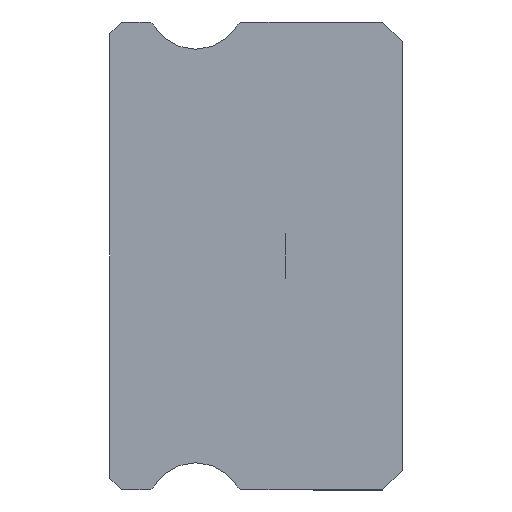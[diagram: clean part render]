
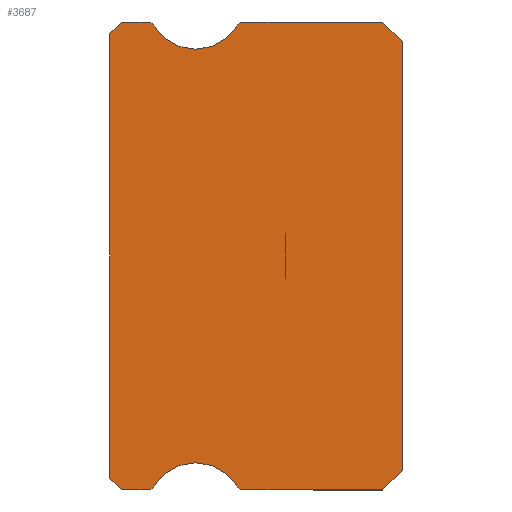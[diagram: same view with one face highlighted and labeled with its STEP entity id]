
A CAD part, left-side view. The second image highlights one B-rep face of the part: STEP entity #3687.
In plain terms, the highlighted planar face has unit normal (-1, 0, 0).
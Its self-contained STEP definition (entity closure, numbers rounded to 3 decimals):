
#46 = VECTOR ( 'NONE', #3276, 1000. ) ;
#211 = LINE ( 'NONE', #2029, #7202 ) ;
#301 = CARTESIAN_POINT ( 'NONE',  ( -7.5, 4.088, -5.85 ) ) ;
#311 = CARTESIAN_POINT ( 'NONE',  ( -7.5, 6.512, 5.85 ) ) ;
#351 = ORIENTED_EDGE ( 'NONE', *, *, #7132, .F. ) ;
#410 = DIRECTION ( 'NONE',  ( 0., 0., 1. ) ) ;
#440 = ORIENTED_EDGE ( 'NONE', *, *, #4622, .T. ) ;
#450 = AXIS2_PLACEMENT_3D ( 'NONE', #3754, #3706, #2450 ) ;
#478 = CIRCLE ( 'NONE', #5365, 0.15 ) ;
#494 = ORIENTED_EDGE ( 'NONE', *, *, #5435, .F. ) ;
#500 = CIRCLE ( 'NONE', #2131, 1.25 ) ;
#528 = CARTESIAN_POINT ( 'NONE',  ( -7.5, 7.5, 5.7 ) ) ;
#701 = VERTEX_POINT ( 'NONE', #2903 ) ;
#826 = CARTESIAN_POINT ( 'NONE',  ( -7.5, 0., -5.5 ) ) ;
#877 = CARTESIAN_POINT ( 'NONE',  ( -7.5, 4.217, -5.925 ) ) ;
#913 = DIRECTION ( 'NONE',  ( 0., 0.707, -0.707 ) ) ;
#1009 = EDGE_CURVE ( 'NONE', #701, #3649, #211, .T. ) ;
#1018 = VERTEX_POINT ( 'NONE', #6899 ) ;
#1023 = CARTESIAN_POINT ( 'NONE',  ( -7.5, 0., 5.5 ) ) ;
#1059 = DIRECTION ( 'NONE',  ( 0., -1., 0. ) ) ;
#1075 = CARTESIAN_POINT ( 'NONE',  ( -7.5, 4.088, 5.85 ) ) ;
#1291 = CARTESIAN_POINT ( 'NONE',  ( -7.5, 4.217, 5.925 ) ) ;
#1305 = DIRECTION ( 'NONE',  ( 0., 0., -1. ) ) ;
#1423 = AXIS2_PLACEMENT_3D ( 'NONE', #1075, #1705, #7693 ) ;
#1470 = DIRECTION ( 'NONE',  ( -1., 0., 0. ) ) ;
#1528 = VERTEX_POINT ( 'NONE', #5687 ) ;
#1656 = LINE ( 'NONE', #4035, #3808 ) ;
#1705 = DIRECTION ( 'NONE',  ( 1., 0., 0. ) ) ;
#1720 = VERTEX_POINT ( 'NONE', #4274 ) ;
#1786 = CARTESIAN_POINT ( 'NONE',  ( -7.5, 4.088, -6. ) ) ;
#1802 = CARTESIAN_POINT ( 'NONE',  ( -7.5, 0.5, -6. ) ) ;
#1807 = DIRECTION ( 'NONE',  ( -1., 0., 0. ) ) ;
#1881 = EDGE_CURVE ( 'NONE', #2086, #4590, #6675, .T. ) ;
#2029 = CARTESIAN_POINT ( 'NONE',  ( -7.5, 0.5, 6. ) ) ;
#2086 = VERTEX_POINT ( 'NONE', #1291 ) ;
#2128 = CARTESIAN_POINT ( 'NONE',  ( -7.5, 6.512, -5.85 ) ) ;
#2131 = AXIS2_PLACEMENT_3D ( 'NONE', #3680, #1807, #4193 ) ;
#2216 = VERTEX_POINT ( 'NONE', #877 ) ;
#2262 = EDGE_CURVE ( 'NONE', #3091, #6697, #1656, .T. ) ;
#2294 = LINE ( 'NONE', #4687, #2347 ) ;
#2347 = VECTOR ( 'NONE', #6603, 1000. ) ;
#2398 = CARTESIAN_POINT ( 'NONE',  ( -7.5, 6.512, -6. ) ) ;
#2429 = DIRECTION ( 'NONE',  ( 0., 1., 0. ) ) ;
#2450 = DIRECTION ( 'NONE',  ( 0., 0., -1. ) ) ;
#2479 = ORIENTED_EDGE ( 'NONE', *, *, #3882, .F. ) ;
#2557 = ORIENTED_EDGE ( 'NONE', *, *, #5584, .T. ) ;
#2558 = EDGE_CURVE ( 'NONE', #4981, #2683, #4562, .T. ) ;
#2603 = DIRECTION ( 'NONE',  ( 0., 0., -1. ) ) ;
#2619 = DIRECTION ( 'NONE',  ( 0., -0.707, -0.707 ) ) ;
#2683 = VERTEX_POINT ( 'NONE', #528 ) ;
#2729 = AXIS2_PLACEMENT_3D ( 'NONE', #301, #4514, #6910 ) ;
#2847 = EDGE_CURVE ( 'NONE', #1528, #3126, #7266, .T. ) ;
#2852 = CARTESIAN_POINT ( 'NONE',  ( -7.5, 7.2, 6. ) ) ;
#2877 = LINE ( 'NONE', #2398, #6257 ) ;
#2903 = CARTESIAN_POINT ( 'NONE',  ( -7.5, 0.5, 6. ) ) ;
#2954 = CARTESIAN_POINT ( 'NONE',  ( -7.5, 4.088, 6. ) ) ;
#2968 = ORIENTED_EDGE ( 'NONE', *, *, #2847, .F. ) ;
#2969 = VECTOR ( 'NONE', #913, 1000. ) ;
#3091 = VERTEX_POINT ( 'NONE', #7759 ) ;
#3095 = CIRCLE ( 'NONE', #2729, 0.15 ) ;
#3126 = VERTEX_POINT ( 'NONE', #1802 ) ;
#3221 = ORIENTED_EDGE ( 'NONE', *, *, #3712, .T. ) ;
#3228 = DIRECTION ( 'NONE',  ( 0., 0., -1. ) ) ;
#3271 = PLANE ( 'NONE',  #5118 ) ;
#3276 = DIRECTION ( 'NONE',  ( 0., 0., 1. ) ) ;
#3459 = DIRECTION ( 'NONE',  ( 0., -1., 0. ) ) ;
#3513 = VERTEX_POINT ( 'NONE', #5833 ) ;
#3592 = EDGE_CURVE ( 'NONE', #6179, #1018, #478, .T. ) ;
#3649 = VERTEX_POINT ( 'NONE', #5627 ) ;
#3680 = CARTESIAN_POINT ( 'NONE',  ( -7.5, 5.3, 6.55 ) ) ;
#3687 = ADVANCED_FACE ( 'NONE', ( #6168 ), #3271, .F. ) ;
#3706 = DIRECTION ( 'NONE',  ( -1., 0., 0. ) ) ;
#3712 = EDGE_CURVE ( 'NONE', #4981, #3091, #4439, .T. ) ;
#3754 = CARTESIAN_POINT ( 'NONE',  ( -7.5, 5.3, 6.55 ) ) ;
#3808 = VECTOR ( 'NONE', #1059, 1000. ) ;
#3882 = EDGE_CURVE ( 'NONE', #3126, #4989, #2877, .T. ) ;
#3914 = LINE ( 'NONE', #1023, #7389 ) ;
#3916 = ORIENTED_EDGE ( 'NONE', *, *, #1009, .F. ) ;
#4035 = CARTESIAN_POINT ( 'NONE',  ( -7.5, 6.512, -6. ) ) ;
#4047 = DIRECTION ( 'NONE',  ( 1., 0., 0. ) ) ;
#4095 = CIRCLE ( 'NONE', #6091, 1.25 ) ;
#4193 = DIRECTION ( 'NONE',  ( 0., 0., -1. ) ) ;
#4258 = EDGE_CURVE ( 'NONE', #3513, #2086, #6707, .T. ) ;
#4274 = CARTESIAN_POINT ( 'NONE',  ( -7.5, 6.383, -5.925 ) ) ;
#4366 = DIRECTION ( 'NONE',  ( 1., 0., 0. ) ) ;
#4396 = ORIENTED_EDGE ( 'NONE', *, *, #3592, .F. ) ;
#4439 = LINE ( 'NONE', #5701, #5248 ) ;
#4444 = CARTESIAN_POINT ( 'NONE',  ( -7.5, 6.512, -6. ) ) ;
#4508 = LINE ( 'NONE', #7575, #5995 ) ;
#4514 = DIRECTION ( 'NONE',  ( 1., 0., 0. ) ) ;
#4562 = LINE ( 'NONE', #5787, #46 ) ;
#4584 = ORIENTED_EDGE ( 'NONE', *, *, #5294, .T. ) ;
#4590 = VERTEX_POINT ( 'NONE', #2954 ) ;
#4622 = EDGE_CURVE ( 'NONE', #5293, #2683, #2294, .T. ) ;
#4687 = CARTESIAN_POINT ( 'NONE',  ( -7.5, 7.5, 5.7 ) ) ;
#4712 = ORIENTED_EDGE ( 'NONE', *, *, #6156, .F. ) ;
#4981 = VERTEX_POINT ( 'NONE', #7155 ) ;
#4989 = VERTEX_POINT ( 'NONE', #1786 ) ;
#5096 = VECTOR ( 'NONE', #3459, 1000. ) ;
#5118 = AXIS2_PLACEMENT_3D ( 'NONE', #311, #7478, #3228 ) ;
#5248 = VECTOR ( 'NONE', #7555, 1000. ) ;
#5266 = LINE ( 'NONE', #6436, #5096 ) ;
#5293 = VERTEX_POINT ( 'NONE', #2852 ) ;
#5294 = EDGE_CURVE ( 'NONE', #1528, #3649, #3914, .T. ) ;
#5342 = AXIS2_PLACEMENT_3D ( 'NONE', #2128, #4047, #7033 ) ;
#5365 = AXIS2_PLACEMENT_3D ( 'NONE', #5456, #4366, #1305 ) ;
#5371 = CARTESIAN_POINT ( 'NONE',  ( -7.5, 6.512, 6. ) ) ;
#5435 = EDGE_CURVE ( 'NONE', #4989, #2216, #3095, .T. ) ;
#5456 = CARTESIAN_POINT ( 'NONE',  ( -7.5, 6.512, 5.85 ) ) ;
#5584 = EDGE_CURVE ( 'NONE', #6179, #5293, #4508, .T. ) ;
#5596 = EDGE_LOOP ( 'NONE', ( #440, #7177, #3221, #7651, #7764, #351, #494, #2479, #2968, #4584, #3916, #7350, #7607, #7756, #4712, #4396, #2557 ) ) ;
#5627 = CARTESIAN_POINT ( 'NONE',  ( -7.5, 0., 5.5 ) ) ;
#5687 = CARTESIAN_POINT ( 'NONE',  ( -7.5, 0., -5.5 ) ) ;
#5701 = CARTESIAN_POINT ( 'NONE',  ( -7.5, 7.2, -6. ) ) ;
#5787 = CARTESIAN_POINT ( 'NONE',  ( -7.5, 7.5, 5.85 ) ) ;
#5833 = CARTESIAN_POINT ( 'NONE',  ( -7.5, 5.3, 5.3 ) ) ;
#5995 = VECTOR ( 'NONE', #6903, 1000. ) ;
#6091 = AXIS2_PLACEMENT_3D ( 'NONE', #6292, #1470, #2603 ) ;
#6156 = EDGE_CURVE ( 'NONE', #1018, #3513, #500, .T. ) ;
#6168 = FACE_OUTER_BOUND ( 'NONE', #5596, .T. ) ;
#6179 = VERTEX_POINT ( 'NONE', #5371 ) ;
#6257 = VECTOR ( 'NONE', #2429, 1000. ) ;
#6292 = CARTESIAN_POINT ( 'NONE',  ( -7.5, 5.3, -6.55 ) ) ;
#6436 = CARTESIAN_POINT ( 'NONE',  ( -7.5, 6.512, 6. ) ) ;
#6603 = DIRECTION ( 'NONE',  ( 0., 0.707, -0.707 ) ) ;
#6675 = CIRCLE ( 'NONE', #1423, 0.15 ) ;
#6697 = VERTEX_POINT ( 'NONE', #4444 ) ;
#6707 = CIRCLE ( 'NONE', #450, 1.25 ) ;
#6899 = CARTESIAN_POINT ( 'NONE',  ( -7.5, 6.383, 5.925 ) ) ;
#6903 = DIRECTION ( 'NONE',  ( 0., 1., 0. ) ) ;
#6910 = DIRECTION ( 'NONE',  ( 0., 0., -1. ) ) ;
#6931 = EDGE_CURVE ( 'NONE', #1720, #6697, #6982, .T. ) ;
#6982 = CIRCLE ( 'NONE', #5342, 0.15 ) ;
#7033 = DIRECTION ( 'NONE',  ( 0., 0., -1. ) ) ;
#7132 = EDGE_CURVE ( 'NONE', #2216, #1720, #4095, .T. ) ;
#7155 = CARTESIAN_POINT ( 'NONE',  ( -7.5, 7.5, -5.7 ) ) ;
#7177 = ORIENTED_EDGE ( 'NONE', *, *, #2558, .F. ) ;
#7202 = VECTOR ( 'NONE', #2619, 1000. ) ;
#7266 = LINE ( 'NONE', #826, #2969 ) ;
#7275 = EDGE_CURVE ( 'NONE', #4590, #701, #5266, .T. ) ;
#7350 = ORIENTED_EDGE ( 'NONE', *, *, #7275, .F. ) ;
#7389 = VECTOR ( 'NONE', #410, 1000. ) ;
#7478 = DIRECTION ( 'NONE',  ( 1., 0., 0. ) ) ;
#7555 = DIRECTION ( 'NONE',  ( 0., -0.707, -0.707 ) ) ;
#7575 = CARTESIAN_POINT ( 'NONE',  ( -7.5, 7.2, 6. ) ) ;
#7607 = ORIENTED_EDGE ( 'NONE', *, *, #1881, .F. ) ;
#7651 = ORIENTED_EDGE ( 'NONE', *, *, #2262, .T. ) ;
#7693 = DIRECTION ( 'NONE',  ( 0., 0., -1. ) ) ;
#7756 = ORIENTED_EDGE ( 'NONE', *, *, #4258, .F. ) ;
#7759 = CARTESIAN_POINT ( 'NONE',  ( -7.5, 7.2, -6. ) ) ;
#7764 = ORIENTED_EDGE ( 'NONE', *, *, #6931, .F. ) ;
